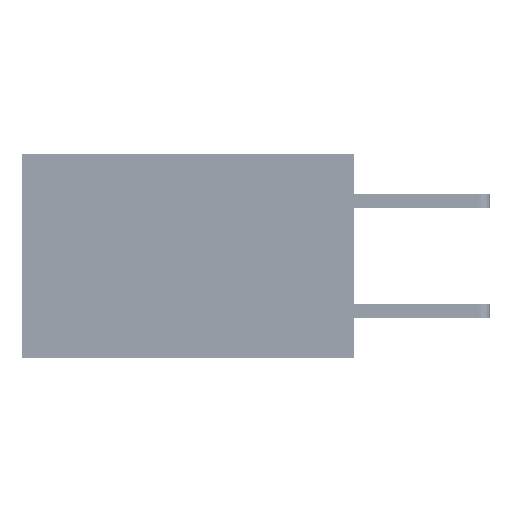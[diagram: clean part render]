
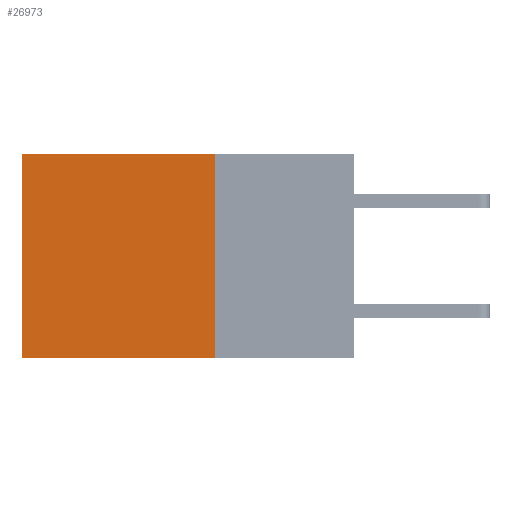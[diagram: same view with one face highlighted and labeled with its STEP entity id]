
A CAD part, left-side view. The second image highlights one B-rep face of the part: STEP entity #26973.
In plain terms, the highlighted planar face has unit normal (-1, 0, 0).
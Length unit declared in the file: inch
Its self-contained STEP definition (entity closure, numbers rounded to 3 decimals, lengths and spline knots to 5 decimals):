
#1105 = EDGE_CURVE ( 'NONE', #4193, #23648, #35587, .T. ) ;
#3224 = VECTOR ( 'NONE', #31474, 39.37008 ) ;
#4193 = VERTEX_POINT ( 'NONE', #9128 ) ;
#4525 = VECTOR ( 'NONE', #10374, 39.37008 ) ;
#4757 = DIRECTION ( 'NONE',  ( 0., 0., -1. ) ) ;
#5671 = LINE ( 'NONE', #31287, #3224 ) ;
#7384 = EDGE_CURVE ( 'NONE', #9643, #29546, #5671, .T. ) ;
#7762 = ORIENTED_EDGE ( 'NONE', *, *, #30618, .F. ) ;
#9128 = CARTESIAN_POINT ( 'NONE',  ( 0.2875, 0.25, 0. ) ) ;
#9162 = VECTOR ( 'NONE', #11879, 39.37008 ) ;
#9422 = LINE ( 'NONE', #39966, #9162 ) ;
#9643 = VERTEX_POINT ( 'NONE', #29238 ) ;
#10374 = DIRECTION ( 'NONE',  ( 0., 1., 0. ) ) ;
#11879 = DIRECTION ( 'NONE',  ( 0., 0., -1. ) ) ;
#13437 = CARTESIAN_POINT ( 'NONE',  ( 0.2875, 0.6, -0.37 ) ) ;
#13551 = AXIS2_PLACEMENT_3D ( 'NONE', #20335, #32836, #4757 ) ;
#14724 = ORIENTED_EDGE ( 'NONE', *, *, #7384, .F. ) ;
#15130 = CARTESIAN_POINT ( 'NONE',  ( 0.2875, 0.6, 0. ) ) ;
#16931 = CARTESIAN_POINT ( 'NONE',  ( 0.2875, 0.25, 0. ) ) ;
#19368 = DIRECTION ( 'NONE',  ( 0., 0., -1. ) ) ;
#20335 = CARTESIAN_POINT ( 'NONE',  ( 0.2875, 0.25, 0. ) ) ;
#20695 = ORIENTED_EDGE ( 'NONE', *, *, #30207, .T. ) ;
#23415 = PLANE ( 'NONE',  #13551 ) ;
#23648 = VERTEX_POINT ( 'NONE', #15130 ) ;
#25321 = ORIENTED_EDGE ( 'NONE', *, *, #1105, .T. ) ;
#26488 = FACE_OUTER_BOUND ( 'NONE', #34217, .T. ) ;
#26973 = ADVANCED_FACE ( 'NONE', ( #26488 ), #23415, .F. ) ;
#28412 = LINE ( 'NONE', #38034, #32169 ) ;
#29238 = CARTESIAN_POINT ( 'NONE',  ( 0.2875, 0.25, -0.37 ) ) ;
#29546 = VERTEX_POINT ( 'NONE', #13437 ) ;
#30207 = EDGE_CURVE ( 'NONE', #23648, #29546, #9422, .T. ) ;
#30618 = EDGE_CURVE ( 'NONE', #4193, #9643, #28412, .T. ) ;
#31287 = CARTESIAN_POINT ( 'NONE',  ( 0.2875, 0.25, -0.37 ) ) ;
#31474 = DIRECTION ( 'NONE',  ( 0., 1., 0. ) ) ;
#32169 = VECTOR ( 'NONE', #19368, 39.37008 ) ;
#32836 = DIRECTION ( 'NONE',  ( 1., 0., 0. ) ) ;
#34217 = EDGE_LOOP ( 'NONE', ( #20695, #14724, #7762, #25321 ) ) ;
#35587 = LINE ( 'NONE', #16931, #4525 ) ;
#38034 = CARTESIAN_POINT ( 'NONE',  ( 0.2875, 0.25, 0. ) ) ;
#39966 = CARTESIAN_POINT ( 'NONE',  ( 0.2875, 0.6, 0. ) ) ;
